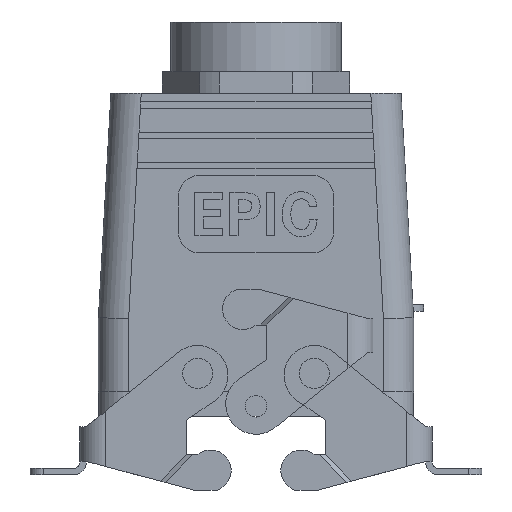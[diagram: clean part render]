
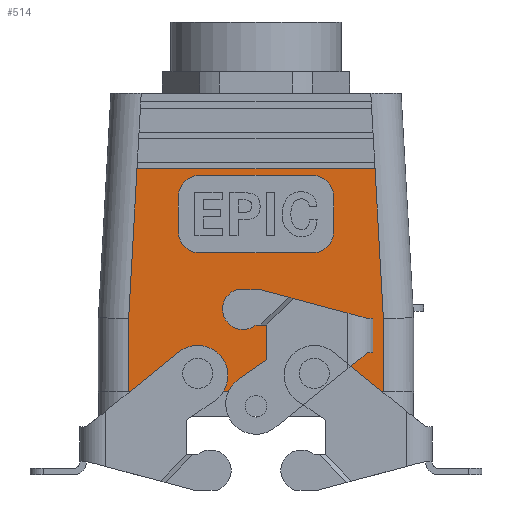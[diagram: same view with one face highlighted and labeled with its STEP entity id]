
A CAD part, front view. The second image highlights one B-rep face of the part: STEP entity #514.
In plain terms, the highlighted planar face has unit normal (0, -1, 0).
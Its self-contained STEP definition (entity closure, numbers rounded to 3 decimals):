
#514 = ADVANCED_FACE( '', ( #1157, #1158, #1159, #1160 ), #1161, .F. );
#1157 = FACE_BOUND( '', #1933, .T. );
#1158 = FACE_OUTER_BOUND( '', #1934, .T. );
#1159 = FACE_BOUND( '', #1935, .T. );
#1160 = FACE_BOUND( '', #1936, .T. );
#1161 = PLANE( '', #1937 );
#1933 = EDGE_LOOP( '', ( #3389 ) );
#1934 = EDGE_LOOP( '', ( #3390, #3391, #3392, #3393, #3394, #3395 ) );
#1935 = EDGE_LOOP( '', ( #3396 ) );
#1936 = EDGE_LOOP( '', ( #3397, #3398, #3399, #3400, #3401, #3402, #3403, #3404 ) );
#1937 = AXIS2_PLACEMENT_3D( '', #3405, #3406, #3407 );
#3389 = ORIENTED_EDGE( '', *, *, #4603, .F. );
#3390 = ORIENTED_EDGE( '', *, *, #4830, .T. );
#3391 = ORIENTED_EDGE( '', *, *, #4578, .T. );
#3392 = ORIENTED_EDGE( '', *, *, #5017, .F. );
#3393 = ORIENTED_EDGE( '', *, *, #4677, .F. );
#3394 = ORIENTED_EDGE( '', *, *, #4951, .F. );
#3395 = ORIENTED_EDGE( '', *, *, #5018, .T. );
#3396 = ORIENTED_EDGE( '', *, *, #4510, .T. );
#3397 = ORIENTED_EDGE( '', *, *, #5019, .T. );
#3398 = ORIENTED_EDGE( '', *, *, #4857, .T. );
#3399 = ORIENTED_EDGE( '', *, *, #5020, .T. );
#3400 = ORIENTED_EDGE( '', *, *, #4933, .T. );
#3401 = ORIENTED_EDGE( '', *, *, #5021, .T. );
#3402 = ORIENTED_EDGE( '', *, *, #5022, .T. );
#3403 = ORIENTED_EDGE( '', *, *, #5023, .T. );
#3404 = ORIENTED_EDGE( '', *, *, #5024, .T. );
#3405 = CARTESIAN_POINT( '', ( -36.5, -21.5, 20. ) );
#3406 = DIRECTION( '', ( 0., 1., 0. ) );
#3407 = DIRECTION( '', ( 0., 0., 1. ) );
#4510 = EDGE_CURVE( '', #5343, #5343, #5344, .T. );
#4578 = EDGE_CURVE( '', #5452, #5462, #5464, .T. );
#4603 = EDGE_CURVE( '', #5508, #5508, #5509, .T. );
#4677 = EDGE_CURVE( '', #5634, #5636, #5637, .F. );
#4830 = EDGE_CURVE( '', #5878, #5452, #5879, .T. );
#4857 = EDGE_CURVE( '', #5923, #5924, #5925, .T. );
#4933 = EDGE_CURVE( '', #6033, #6034, #6035, .T. );
#4951 = EDGE_CURVE( '', #5707, #5634, #6062, .T. );
#5017 = EDGE_CURVE( '', #5636, #5462, #6149, .T. );
#5018 = EDGE_CURVE( '', #5707, #5878, #6150, .F. );
#5019 = EDGE_CURVE( '', #6151, #5923, #6152, .T. );
#5020 = EDGE_CURVE( '', #5924, #6033, #6153, .T. );
#5021 = EDGE_CURVE( '', #6034, #6154, #6155, .T. );
#5022 = EDGE_CURVE( '', #6154, #6156, #6157, .T. );
#5023 = EDGE_CURVE( '', #6156, #6158, #6159, .T. );
#5024 = EDGE_CURVE( '', #6158, #6151, #6160, .T. );
#5343 = VERTEX_POINT( '', #6549 );
#5344 = CIRCLE( '', #6550, 2.45 );
#5452 = VERTEX_POINT( '', #6698 );
#5462 = VERTEX_POINT( '', #6711 );
#5464 = LINE( '', #6713, #6714 );
#5508 = VERTEX_POINT( '', #6772 );
#5509 = CIRCLE( '', #6773, 2.45 );
#5634 = VERTEX_POINT( '', #6957 );
#5636 = VERTEX_POINT( '', #6960 );
#5637 = LINE( '', #6961, #6962 );
#5707 = VERTEX_POINT( '', #7132 );
#5878 = VERTEX_POINT( '', #7392 );
#5879 = LINE( '', #7393, #7394 );
#5923 = VERTEX_POINT( '', #7500 );
#5924 = VERTEX_POINT( '', #7501 );
#5925 = LINE( '', #7502, #7503 );
#6033 = VERTEX_POINT( '', #7657 );
#6034 = VERTEX_POINT( '', #7658 );
#6035 = LINE( '', #7659, #7660 );
#6062 = LINE( '', #7697, #7698 );
#6149 = LINE( '', #7818, #7819 );
#6150 = LINE( '', #7820, #7821 );
#6151 = VERTEX_POINT( '', #7822 );
#6152 = CIRCLE( '', #7823, 5. );
#6153 = CIRCLE( '', #7824, 5. );
#6154 = VERTEX_POINT( '', #7825 );
#6155 = CIRCLE( '', #7826, 5. );
#6156 = VERTEX_POINT( '', #7827 );
#6157 = LINE( '', #7828, #7829 );
#6158 = VERTEX_POINT( '', #7830 );
#6159 = CIRCLE( '', #7831, 5. );
#6160 = LINE( '', #7832, #7833 );
#6549 = CARTESIAN_POINT( '', ( -11.05, -21.5, 7.1 ) );
#6550 = AXIS2_PLACEMENT_3D( '', #8295, #8296, #8297 );
#6698 = CARTESIAN_POINT( '', ( -29.5, -21.5, 2.8 ) );
#6711 = CARTESIAN_POINT( '', ( 29.5, -21.5, 2.8 ) );
#6713 = CARTESIAN_POINT( '', ( -36.5, -21.5, 2.8 ) );
#6714 = VECTOR( '', #8372, 1000. );
#6772 = CARTESIAN_POINT( '', ( 11.05, -21.5, 7.1 ) );
#6773 = AXIS2_PLACEMENT_3D( '', #8403, #8404, #8405 );
#6957 = CARTESIAN_POINT( '', ( 27.565, -21.5, 54.5 ) );
#6960 = CARTESIAN_POINT( '', ( 29.5, -21.5, 19.805 ) );
#6961 = CARTESIAN_POINT( '', ( 29.511, -21.5, 19.61 ) );
#6962 = VECTOR( '', #8481, 1000. );
#7132 = CARTESIAN_POINT( '', ( -27.565, -21.5, 54.5 ) );
#7392 = CARTESIAN_POINT( '', ( -29.5, -21.5, 19.805 ) );
#7393 = CARTESIAN_POINT( '', ( -29.5, -21.5, 20. ) );
#7394 = VECTOR( '', #8631, 1000. );
#7500 = CARTESIAN_POINT( '', ( -13., -21.5, 53. ) );
#7501 = CARTESIAN_POINT( '', ( 13., -21.5, 53. ) );
#7502 = CARTESIAN_POINT( '', ( -13., -21.5, 53. ) );
#7503 = VECTOR( '', #8652, 1000. );
#7657 = CARTESIAN_POINT( '', ( 18., -21.5, 48. ) );
#7658 = CARTESIAN_POINT( '', ( 18., -21.5, 40. ) );
#7659 = CARTESIAN_POINT( '', ( 18., -21.5, 48. ) );
#7660 = VECTOR( '', #8722, 1000. );
#7697 = CARTESIAN_POINT( '', ( -27.565, -21.5, 54.5 ) );
#7698 = VECTOR( '', #8742, 1000. );
#7818 = CARTESIAN_POINT( '', ( 29.5, -21.5, 20. ) );
#7819 = VECTOR( '', #8809, 1000. );
#7820 = CARTESIAN_POINT( '', ( -29.511, -21.5, 19.61 ) );
#7821 = VECTOR( '', #8810, 1000. );
#7822 = CARTESIAN_POINT( '', ( -18., -21.5, 48. ) );
#7823 = AXIS2_PLACEMENT_3D( '', #8811, #8812, #8813 );
#7824 = AXIS2_PLACEMENT_3D( '', #8814, #8815, #8816 );
#7825 = CARTESIAN_POINT( '', ( 13., -21.5, 35. ) );
#7826 = AXIS2_PLACEMENT_3D( '', #8817, #8818, #8819 );
#7827 = CARTESIAN_POINT( '', ( -13., -21.5, 35. ) );
#7828 = CARTESIAN_POINT( '', ( 13., -21.5, 35. ) );
#7829 = VECTOR( '', #8820, 1000. );
#7830 = CARTESIAN_POINT( '', ( -18., -21.5, 40. ) );
#7831 = AXIS2_PLACEMENT_3D( '', #8821, #8822, #8823 );
#7832 = CARTESIAN_POINT( '', ( -18., -21.5, 40. ) );
#7833 = VECTOR( '', #8824, 1000. );
#8295 = CARTESIAN_POINT( '', ( -13.5, -21.5, 7.1 ) );
#8296 = DIRECTION( '', ( 0., 1., 0. ) );
#8297 = DIRECTION( '', ( 1., 0., 0. ) );
#8372 = DIRECTION( '', ( 1., 0., 0. ) );
#8403 = CARTESIAN_POINT( '', ( 13.5, -21.5, 7.1 ) );
#8404 = DIRECTION( '', ( 0., -1., 0. ) );
#8405 = DIRECTION( '', ( -1., 0., 0. ) );
#8481 = DIRECTION( '', ( -0.056, 0., 0.998 ) );
#8631 = DIRECTION( '', ( 0., 0., -1. ) );
#8652 = DIRECTION( '', ( 1., 0., 0. ) );
#8722 = DIRECTION( '', ( 0., 0., -1. ) );
#8742 = DIRECTION( '', ( 1., 0., 0. ) );
#8809 = DIRECTION( '', ( 0., 0., -1. ) );
#8810 = DIRECTION( '', ( 0.056, 0., 0.998 ) );
#8811 = CARTESIAN_POINT( '', ( -13., -21.5, 48. ) );
#8812 = DIRECTION( '', ( 0., 1., 0. ) );
#8813 = DIRECTION( '', ( 1., 0., 0. ) );
#8814 = CARTESIAN_POINT( '', ( 13., -21.5, 48. ) );
#8815 = DIRECTION( '', ( 0., 1., 0. ) );
#8816 = DIRECTION( '', ( -1., 0., 0. ) );
#8817 = CARTESIAN_POINT( '', ( 13., -21.5, 40. ) );
#8818 = DIRECTION( '', ( 0., 1., 0. ) );
#8819 = DIRECTION( '', ( 1., 0., 0. ) );
#8820 = DIRECTION( '', ( -1., 0., 0. ) );
#8821 = CARTESIAN_POINT( '', ( -13., -21.5, 40. ) );
#8822 = DIRECTION( '', ( 0., 1., 0. ) );
#8823 = DIRECTION( '', ( 1., 0., 0. ) );
#8824 = DIRECTION( '', ( 0., 0., 1. ) );
